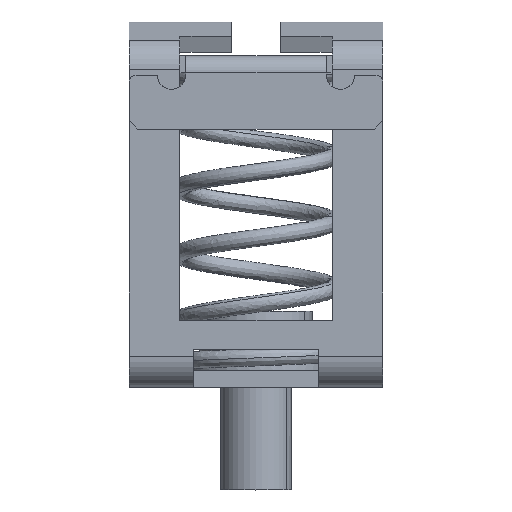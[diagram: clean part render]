
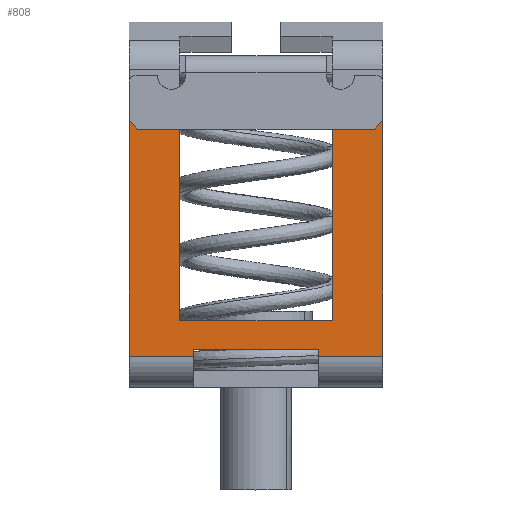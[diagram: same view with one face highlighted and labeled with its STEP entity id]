
A CAD part, left-side view. The second image highlights one B-rep face of the part: STEP entity #808.
In plain terms, the highlighted planar face has unit normal (-1, 0, 0).
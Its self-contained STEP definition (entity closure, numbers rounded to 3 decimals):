
#641=AXIS2_PLACEMENT_3D('Plane Axis2P3D',#638,#639,#640) ;
#638=CARTESIAN_POINT('Axis2P3D Location',(1.2,9.,8.5)) ;
#694=CARTESIAN_POINT('Line Origine',(1.2,3.6,18.805)) ;
#698=CARTESIAN_POINT('Vertex',(1.2,3.6,12.)) ;
#700=CARTESIAN_POINT('Vertex',(1.2,3.6,25.611)) ;
#703=CARTESIAN_POINT('Line Origine',(1.2,9.,12.)) ;
#707=CARTESIAN_POINT('Vertex',(1.2,14.4,12.)) ;
#710=CARTESIAN_POINT('Line Origine',(1.2,14.4,18.805)) ;
#714=CARTESIAN_POINT('Vertex',(1.2,14.4,25.611)) ;
#717=CARTESIAN_POINT('Line Origine',(1.2,15.9,25.611)) ;
#721=CARTESIAN_POINT('Vertex',(1.2,17.4,25.611)) ;
#724=CARTESIAN_POINT('Line Origine',(1.2,17.7,25.911)) ;
#728=CARTESIAN_POINT('Vertex',(1.2,18.,26.211)) ;
#731=CARTESIAN_POINT('Line Origine',(1.2,18.,17.855)) ;
#735=CARTESIAN_POINT('Vertex',(1.2,18.,9.5)) ;
#738=CARTESIAN_POINT('Line Origine',(1.2,15.725,9.5)) ;
#742=CARTESIAN_POINT('Vertex',(1.2,13.45,9.5)) ;
#745=CARTESIAN_POINT('Line Origine',(1.2,13.45,9.75)) ;
#749=CARTESIAN_POINT('Vertex',(1.2,13.45,10.)) ;
#752=CARTESIAN_POINT('Line Origine',(1.2,9.,10.)) ;
#756=CARTESIAN_POINT('Vertex',(1.2,4.55,10.)) ;
#759=CARTESIAN_POINT('Line Origine',(1.2,4.55,9.75)) ;
#763=CARTESIAN_POINT('Vertex',(1.2,4.55,9.5)) ;
#766=CARTESIAN_POINT('Line Origine',(1.2,2.275,9.5)) ;
#770=CARTESIAN_POINT('Vertex',(1.2,0.,9.5)) ;
#773=CARTESIAN_POINT('Line Origine',(1.2,0.,17.855)) ;
#777=CARTESIAN_POINT('Vertex',(1.2,0.,26.211)) ;
#780=CARTESIAN_POINT('Line Origine',(1.2,0.3,25.911)) ;
#784=CARTESIAN_POINT('Vertex',(1.2,0.6,25.611)) ;
#787=CARTESIAN_POINT('Line Origine',(1.2,2.1,25.611)) ;
#639=DIRECTION('Axis2P3D Direction',(-1.,0.,0.)) ;
#640=DIRECTION('Axis2P3D XDirection',(0.,-1.,0.)) ;
#695=DIRECTION('Vector Direction',(0.,0.,1.)) ;
#704=DIRECTION('Vector Direction',(0.,1.,0.)) ;
#711=DIRECTION('Vector Direction',(0.,0.,1.)) ;
#718=DIRECTION('Vector Direction',(0.,-1.,0.)) ;
#725=DIRECTION('Vector Direction',(0.,0.707,0.707)) ;
#732=DIRECTION('Vector Direction',(0.,0.,-1.)) ;
#739=DIRECTION('Vector Direction',(0.,-1.,0.)) ;
#746=DIRECTION('Vector Direction',(0.,0.,-1.)) ;
#753=DIRECTION('Vector Direction',(0.,1.,0.)) ;
#760=DIRECTION('Vector Direction',(0.,0.,-1.)) ;
#767=DIRECTION('Vector Direction',(0.,-1.,0.)) ;
#774=DIRECTION('Vector Direction',(0.,0.,-1.)) ;
#781=DIRECTION('Vector Direction',(0.,0.707,-0.707)) ;
#788=DIRECTION('Vector Direction',(0.,-1.,0.)) ;
#696=VECTOR('Line Direction',#695,1.) ;
#705=VECTOR('Line Direction',#704,1.) ;
#712=VECTOR('Line Direction',#711,1.) ;
#719=VECTOR('Line Direction',#718,1.) ;
#726=VECTOR('Line Direction',#725,1.) ;
#733=VECTOR('Line Direction',#732,1.) ;
#740=VECTOR('Line Direction',#739,1.) ;
#747=VECTOR('Line Direction',#746,1.) ;
#754=VECTOR('Line Direction',#753,1.) ;
#761=VECTOR('Line Direction',#760,1.) ;
#768=VECTOR('Line Direction',#767,1.) ;
#775=VECTOR('Line Direction',#774,1.) ;
#782=VECTOR('Line Direction',#781,1.) ;
#789=VECTOR('Line Direction',#788,1.) ;
#793=ORIENTED_EDGE('',*,*,#702,.F.) ;
#794=ORIENTED_EDGE('',*,*,#709,.T.) ;
#795=ORIENTED_EDGE('',*,*,#716,.T.) ;
#796=ORIENTED_EDGE('',*,*,#723,.F.) ;
#797=ORIENTED_EDGE('',*,*,#730,.F.) ;
#798=ORIENTED_EDGE('',*,*,#737,.T.) ;
#799=ORIENTED_EDGE('',*,*,#744,.T.) ;
#800=ORIENTED_EDGE('',*,*,#751,.F.) ;
#801=ORIENTED_EDGE('',*,*,#758,.F.) ;
#802=ORIENTED_EDGE('',*,*,#765,.T.) ;
#803=ORIENTED_EDGE('',*,*,#772,.T.) ;
#804=ORIENTED_EDGE('',*,*,#779,.F.) ;
#805=ORIENTED_EDGE('',*,*,#786,.F.) ;
#806=ORIENTED_EDGE('',*,*,#791,.F.) ;
#808=ADVANCED_FACE('',(#807),#642,.T.) ;
#702=EDGE_CURVE('',#699,#701,#697,.T.) ;
#709=EDGE_CURVE('',#699,#708,#706,.T.) ;
#716=EDGE_CURVE('',#708,#715,#713,.T.) ;
#723=EDGE_CURVE('',#722,#715,#720,.T.) ;
#730=EDGE_CURVE('',#729,#722,#727,.F.) ;
#737=EDGE_CURVE('',#729,#736,#734,.T.) ;
#744=EDGE_CURVE('',#736,#743,#741,.T.) ;
#751=EDGE_CURVE('',#750,#743,#748,.T.) ;
#758=EDGE_CURVE('',#757,#750,#755,.T.) ;
#765=EDGE_CURVE('',#757,#764,#762,.T.) ;
#772=EDGE_CURVE('',#764,#771,#769,.T.) ;
#779=EDGE_CURVE('',#778,#771,#776,.T.) ;
#786=EDGE_CURVE('',#785,#778,#783,.F.) ;
#791=EDGE_CURVE('',#701,#785,#790,.T.) ;
#792=EDGE_LOOP('',(#793,#794,#795,#796,#797,#798,#799,#800,#801,#802,#803,#804,#805,#806)) ;
#807=FACE_OUTER_BOUND('',#792,.T.) ;
#697=LINE('Line',#694,#696) ;
#706=LINE('Line',#703,#705) ;
#713=LINE('Line',#710,#712) ;
#720=LINE('Line',#717,#719) ;
#727=LINE('Line',#724,#726) ;
#734=LINE('Line',#731,#733) ;
#741=LINE('Line',#738,#740) ;
#748=LINE('Line',#745,#747) ;
#755=LINE('Line',#752,#754) ;
#762=LINE('Line',#759,#761) ;
#769=LINE('Line',#766,#768) ;
#776=LINE('Line',#773,#775) ;
#783=LINE('Line',#780,#782) ;
#790=LINE('Line',#787,#789) ;
#642=PLANE('',#641) ;
#699=VERTEX_POINT('',#698) ;
#701=VERTEX_POINT('',#700) ;
#708=VERTEX_POINT('',#707) ;
#715=VERTEX_POINT('',#714) ;
#722=VERTEX_POINT('',#721) ;
#729=VERTEX_POINT('',#728) ;
#736=VERTEX_POINT('',#735) ;
#743=VERTEX_POINT('',#742) ;
#750=VERTEX_POINT('',#749) ;
#757=VERTEX_POINT('',#756) ;
#764=VERTEX_POINT('',#763) ;
#771=VERTEX_POINT('',#770) ;
#778=VERTEX_POINT('',#777) ;
#785=VERTEX_POINT('',#784) ;
